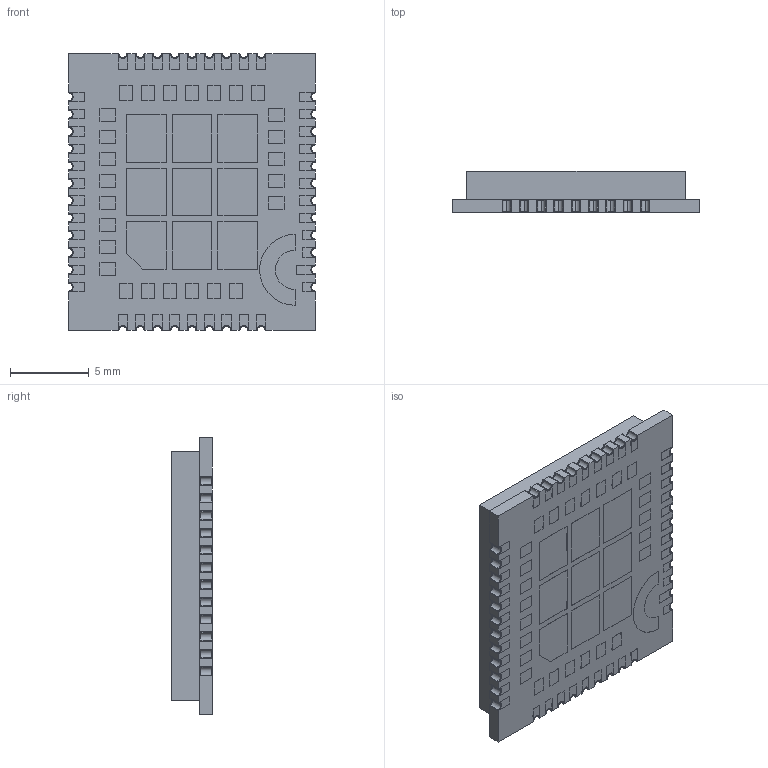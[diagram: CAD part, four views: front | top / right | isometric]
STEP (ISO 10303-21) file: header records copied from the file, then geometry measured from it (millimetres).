
FILE_DESCRIPTION (( 'STEP AP214' ), '1' );
FILE_NAME ('A9C531B3-74F9-43F8-84A1-FF3CB28195BE.STEP', '2022-08-19T09:19:09', ( '' ), ( '' ), 'SwSTEP 2.0', 'SolidWorks 2022', '' );
FILE_SCHEMA (( 'AUTOMOTIVE_DESIGN' ));
Length unit declared in the file: millimetre
Products named in the file (1): A9C531B3-74F9-43F8-84A1-FF3CB28195BE
Bounding box: 15.7 x 2.6 x 17.6 mm (x, y, z)
Volume: 309.4 mm3; surface area: 1606.4 mm2
Topology: 164 solids, 164 shells, 1642 faces, 3663 edges, 2386 vertices
Faces by surface type: plane 1377, cylinder 265
Entity records: 46326 total; most frequent: CARTESIAN_POINT 7692, DIRECTION 7479, ORIENTED_EDGE 7326, EDGE_CURVE 3663, VECTOR 3133, LINE 3133, VERTEX_POINT 2386, AXIS2_PLACEMENT_3D 2173
